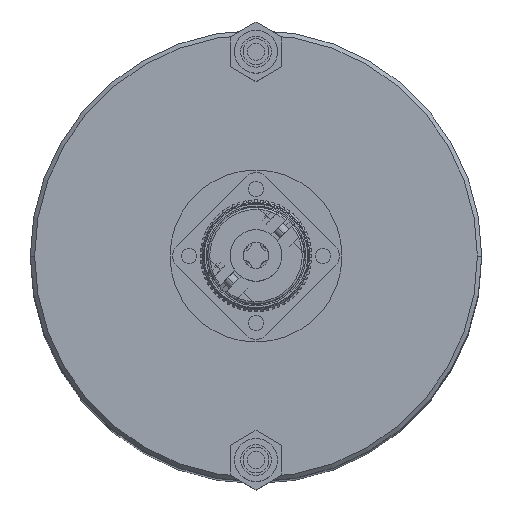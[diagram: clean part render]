
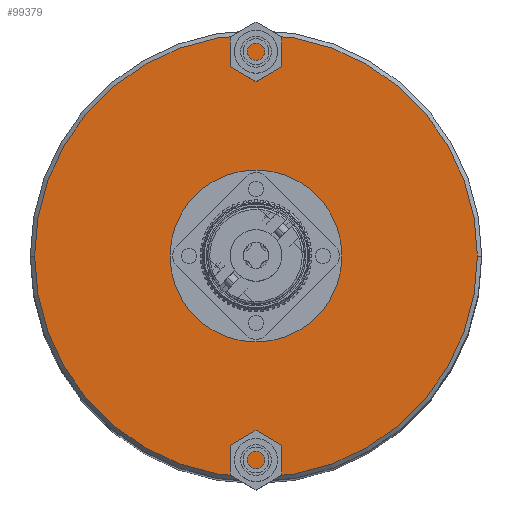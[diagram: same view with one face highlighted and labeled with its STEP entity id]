
A CAD part, top view. The second image highlights one B-rep face of the part: STEP entity #99379.
In plain terms, the highlighted face is planar.
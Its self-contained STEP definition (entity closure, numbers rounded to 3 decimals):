
#7001 = DIRECTION ( 'NONE',  ( 0., 0., 1. ) ) ;
#7252 = DIRECTION ( 'NONE',  ( 0., 0., -1. ) ) ;
#8362 = CARTESIAN_POINT ( 'NONE',  ( 2., 0., -51.5 ) ) ;
#9848 = EDGE_CURVE ( 'NONE', #67670, #89590, #24451, .T. ) ;
#10063 = VERTEX_POINT ( 'NONE', #8362 ) ;
#11547 = AXIS2_PLACEMENT_3D ( 'NONE', #89138, #40412, #49693 ) ;
#12665 = EDGE_CURVE ( 'NONE', #10063, #77525, #68680, .T. ) ;
#14475 = CARTESIAN_POINT ( 'NONE',  ( 2., 0., 0. ) ) ;
#14582 = DIRECTION ( 'NONE',  ( -1., 0., 0. ) ) ;
#21539 = FACE_BOUND ( 'NONE', #62816, .T. ) ;
#24451 = CIRCLE ( 'NONE', #89447, 20. ) ;
#24691 = CARTESIAN_POINT ( 'NONE',  ( 2., 0., -20. ) ) ;
#30136 = EDGE_CURVE ( 'NONE', #89590, #67670, #38144, .T. ) ;
#38144 = CIRCLE ( 'NONE', #50583, 20. ) ;
#39421 = DIRECTION ( 'NONE',  ( 1., 0., 0. ) ) ;
#40412 = DIRECTION ( 'NONE',  ( 1., 0., 0. ) ) ;
#41061 = EDGE_CURVE ( 'NONE', #77525, #10063, #68980, .T. ) ;
#42788 = ORIENTED_EDGE ( 'NONE', *, *, #12665, .F. ) ;
#49322 = ORIENTED_EDGE ( 'NONE', *, *, #41061, .F. ) ;
#49693 = DIRECTION ( 'NONE',  ( 0., 0., -1. ) ) ;
#50583 = AXIS2_PLACEMENT_3D ( 'NONE', #14475, #77113, #84732 ) ;
#55838 = AXIS2_PLACEMENT_3D ( 'NONE', #69686, #93145, #76926 ) ;
#61248 = FACE_OUTER_BOUND ( 'NONE', #102456, .T. ) ;
#61623 = AXIS2_PLACEMENT_3D ( 'NONE', #78854, #39421, #7252 ) ;
#62816 = EDGE_LOOP ( 'NONE', ( #67292, #101280 ) ) ;
#67292 = ORIENTED_EDGE ( 'NONE', *, *, #30136, .F. ) ;
#67670 = VERTEX_POINT ( 'NONE', #24691 ) ;
#68680 = CIRCLE ( 'NONE', #11547, 51.5 ) ;
#68980 = CIRCLE ( 'NONE', #55838, 51.5 ) ;
#69686 = CARTESIAN_POINT ( 'NONE',  ( 2., 0., 0. ) ) ;
#70913 = PLANE ( 'NONE',  #61623 ) ;
#76926 = DIRECTION ( 'NONE',  ( 0., 0., -1. ) ) ;
#77113 = DIRECTION ( 'NONE',  ( -1., 0., 0. ) ) ;
#77525 = VERTEX_POINT ( 'NONE', #102382 ) ;
#77931 = CARTESIAN_POINT ( 'NONE',  ( 2., 0., 0. ) ) ;
#78854 = CARTESIAN_POINT ( 'NONE',  ( 2., 51.5, 0. ) ) ;
#84732 = DIRECTION ( 'NONE',  ( 0., 0., 1. ) ) ;
#89138 = CARTESIAN_POINT ( 'NONE',  ( 2., 0., 0. ) ) ;
#89447 = AXIS2_PLACEMENT_3D ( 'NONE', #77931, #14582, #7001 ) ;
#89590 = VERTEX_POINT ( 'NONE', #101936 ) ;
#93145 = DIRECTION ( 'NONE',  ( 1., 0., 0. ) ) ;
#99379 = ADVANCED_FACE ( 'NONE', ( #61248, #21539 ), #70913, .F. ) ;
#101280 = ORIENTED_EDGE ( 'NONE', *, *, #9848, .F. ) ;
#101936 = CARTESIAN_POINT ( 'NONE',  ( 2., 0., 20. ) ) ;
#102382 = CARTESIAN_POINT ( 'NONE',  ( 2., 0., 51.5 ) ) ;
#102456 = EDGE_LOOP ( 'NONE', ( #42788, #49322 ) ) ;
